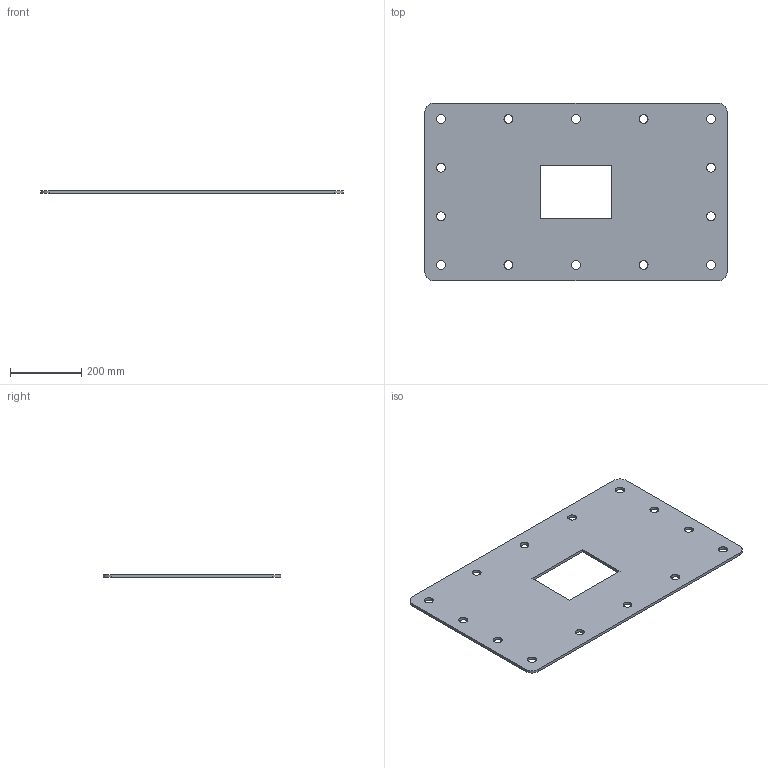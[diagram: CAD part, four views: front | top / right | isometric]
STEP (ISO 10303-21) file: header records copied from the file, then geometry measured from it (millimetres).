
FILE_DESCRIPTION(/* description */ ('STEP AP214'),/* implementation_level */ '2;1');
FILE_NAME(/* name */ '68a498be0faf0b108908a68b',/* time_stamp */ '2025-08-19T15:31:11Z',/* author */ (''),/* organization */ (''),/* preprocessor_version */ 'ST-DEVELOPER v20',/* originating_system */ 'ONSHAPE BY PTC INC, 1.202',/* authorisation */ ' ');
FILE_SCHEMA (('AUTOMOTIVE_DESIGN {1 0 10303 214 3 1 1}'));
Length unit declared in the file: metre
Products named in the file (1): Part 1
Bounding box: 850 x 500 x 8 mm (x, y, z)
Volume: 3100730.1 mm3; surface area: 810835.6 mm2
Topology: 1 solids, 1 shells, 28 faces, 78 edges, 52 vertices
Faces by surface type: cylinder 18, plane 10
Full cylindrical faces by diameter (mm): 25 x14
Entity records: 938 total; most frequent: DIRECTION 158, CARTESIAN_POINT 145, ORIENTED_EDGE 128, EDGE_LOOP 72, FACE_BOUND 72, AXIS2_PLACEMENT_3D 65, EDGE_CURVE 64, VERTEX_POINT 52
